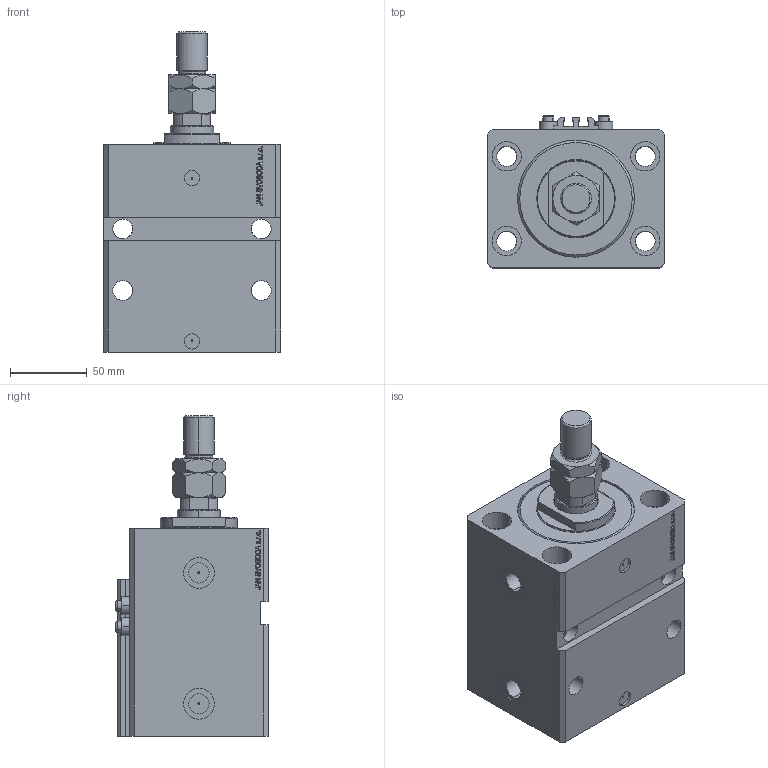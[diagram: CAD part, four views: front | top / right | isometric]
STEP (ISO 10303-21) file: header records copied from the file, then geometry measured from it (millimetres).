
FILE_DESCRIPTION (( 'STEP AP203' ), '1' );
FILE_NAME ('d891.STEP', '2023-10-07T22:39:52', ( '' ), ( '' ), 'SwSTEP 2.0', 'SolidWorks 2019', '' );
FILE_SCHEMA (( 'CONFIG_CONTROL_DESIGN' ));
Length unit declared in the file: millimetre
Products named in the file (6): V250CE_C_VCP eee40eedd14ca41776430d2e2bf2edac; V250CE_VC_E eee40eedd14ca41776430d2e2bf2edac; d891; V250CE_E_Body eee40eedd14ca41776430d2e2bf2edac; MTA eee40eedd14ca41776430d2e2bf2edac; ALLEN BOLT V250CE eee40eedd14ca41776430d2e2bf2edac
Assembly tree (8 placements, depth 2):
  d891
    V250CE_E_Body eee40eedd14ca41776430d2e2bf2edac
    ALLEN BOLT V250CE eee40eedd14ca41776430d2e2bf2edac  x4
    V250CE_C_VCP eee40eedd14ca41776430d2e2bf2edac
    V250CE_VC_E eee40eedd14ca41776430d2e2bf2edac
    MTA eee40eedd14ca41776430d2e2bf2edac
Bounding box: 115 x 99 x 208 mm (x, y, z)
Volume: 1187219.5 mm3; surface area: 192513.5 mm2
Topology: 9 solids, 9 shells, 1176 faces, 2918 edges, 1873 vertices
Faces by surface type: plane 558, bspline 368, cylinder 150, cone 84, torus 16
Entity records: 50779 total; most frequent: CARTESIAN_POINT 26253, ORIENTED_EDGE 5526, DIRECTION 3669, EDGE_CURVE 2763, VERTEX_POINT 1789, VECTOR 1651, LINE 1651, EDGE_LOOP 1244
